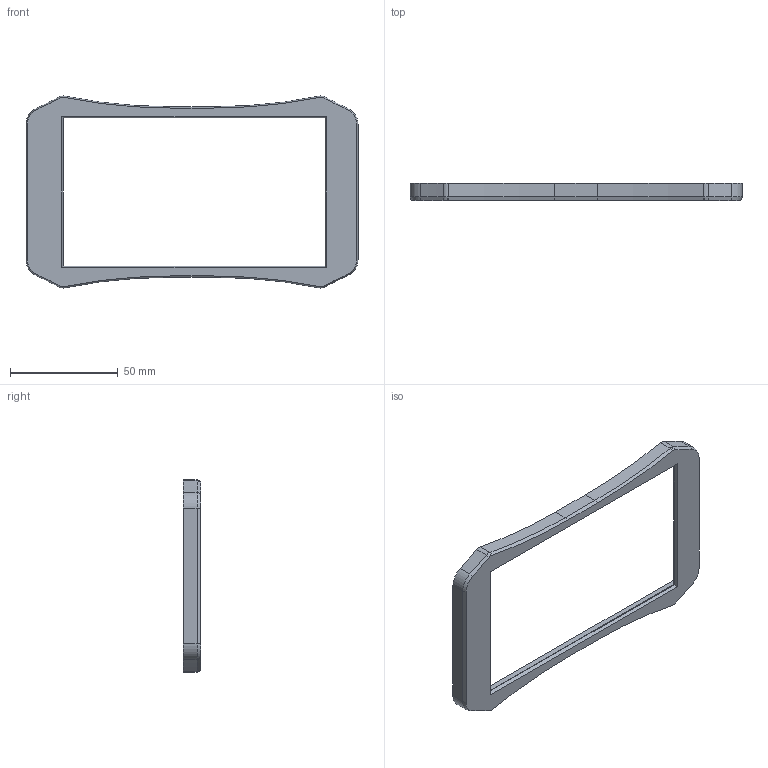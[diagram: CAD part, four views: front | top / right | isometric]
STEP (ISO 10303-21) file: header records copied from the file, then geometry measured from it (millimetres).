
FILE_DESCRIPTION (( 'STEP AP214' ), '1' );
FILE_NAME ('ヶ裔-2025030701.STEP', '2025-03-07T10:24:59', ( '' ), ( '' ), 'SwSTEP 2.0', 'SolidWorks 2018', '' );
FILE_SCHEMA (( 'AUTOMOTIVE_DESIGN' ));
Length unit declared in the file: millimetre
Products named in the file (1): ヶ裔-2025030701
Bounding box: 154.2 x 8 x 89.2 mm (x, y, z)
Volume: 15153.2 mm3; surface area: 15386.2 mm2
Topology: 1 solids, 1 shells, 75 faces, 180 edges, 112 vertices
Faces by surface type: cylinder 30, plane 27, cone 18
Entity records: 2220 total; most frequent: DIRECTION 412, CARTESIAN_POINT 368, ORIENTED_EDGE 360, EDGE_CURVE 180, AXIS2_PLACEMENT_3D 156, VERTEX_POINT 112, VECTOR 100, LINE 100
